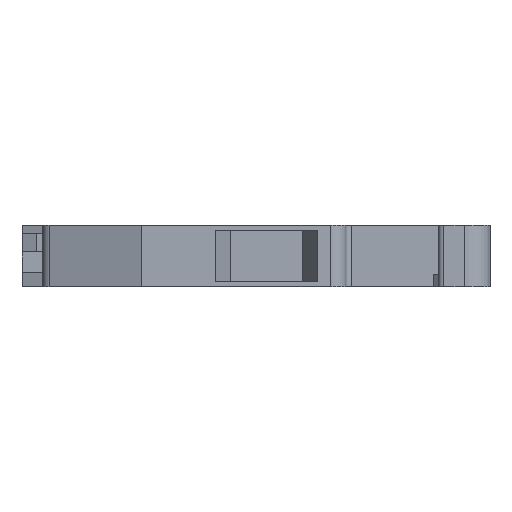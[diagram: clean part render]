
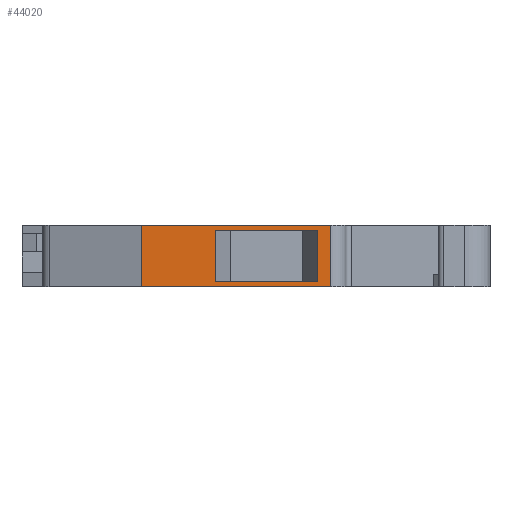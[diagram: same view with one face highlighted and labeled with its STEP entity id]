
A CAD part, left-side view. The second image highlights one B-rep face of the part: STEP entity #44020.
In plain terms, the highlighted planar face has unit normal (-1, 0, 0).
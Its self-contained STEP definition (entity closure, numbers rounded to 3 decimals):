
#1920=CARTESIAN_POINT('',(-26.5,3.143,-0.5));
#1930=VERTEX_POINT('',#1920);
#2080=CARTESIAN_POINT('',(-26.5,3.143,-5.5));
#2090=VERTEX_POINT('',#2080);
#2120=CARTESIAN_POINT('',(-26.5,3.143,0.));
#2130=DIRECTION('',(0.,0.,1.));
#2140=VECTOR('',#2130,1.);
#2150=LINE('',#2120,#2140);
#2160=EDGE_CURVE('',#2090,#1930,#2150,.T.);
#2770=CARTESIAN_POINT('',(-26.5,6.855,-5.5));
#2780=DIRECTION('',(0.,-1.,0.));
#2790=VECTOR('',#2780,1.);
#2800=LINE('',#2770,#2790);
#2810=CARTESIAN_POINT('',(-26.5,-6.743,-5.5));
#2820=VERTEX_POINT('',#2810);
#2830=EDGE_CURVE('',#2090,#2820,#2800,.T.);
#4350=CARTESIAN_POINT('',(-26.5,6.855,-0.5));
#4360=DIRECTION('',(0.,1.,0.));
#4370=VECTOR('',#4360,1.);
#4380=LINE('',#4350,#4370);
#4390=CARTESIAN_POINT('',(-26.5,-6.743,-0.5));
#4400=VERTEX_POINT('',#4390);
#4410=EDGE_CURVE('',#4400,#1930,#4380,.T.);
#11010=CARTESIAN_POINT('',(-26.5,-8.,-6.));
#11020=VERTEX_POINT('',#11010);
#11050=CARTESIAN_POINT('',(-26.5,-8.,0.));
#11060=DIRECTION('',(0.,0.,1.));
#11070=VECTOR('',#11060,1.);
#11080=LINE('',#11050,#11070);
#11090=CARTESIAN_POINT('',(-26.5,-8.,0.));
#11100=VERTEX_POINT('',#11090);
#11110=EDGE_CURVE('',#11020,#11100,#11080,.T.);
#14620=CARTESIAN_POINT('',(-26.5,6.855,0.));
#14630=DIRECTION('',(0.,1.,0.));
#14640=VECTOR('',#14630,1.);
#14650=LINE('',#14620,#14640);
#14660=CARTESIAN_POINT('',(-26.5,10.384,0.));
#14670=VERTEX_POINT('',#14660);
#14680=EDGE_CURVE('',#11100,#14670,#14650,.T.);
#21410=CARTESIAN_POINT('',(-26.5,-6.743,0.));
#21420=DIRECTION('',(0.,0.,1.));
#21430=VECTOR('',#21420,1.);
#21440=LINE('',#21410,#21430);
#21450=EDGE_CURVE('',#2820,#4400,#21440,.T.);
#43730=CARTESIAN_POINT('',(-26.5,-5.3,
-6.6));
#43740=DIRECTION('',(1.,0.,0.));
#43750=DIRECTION('',(0.,-1.,0.));
#43760=AXIS2_PLACEMENT_3D('',#43730,#43740,#43750);
#43770=PLANE('',#43760);
#43780=ORIENTED_EDGE('',*,*,#2830,.F.);
#43790=ORIENTED_EDGE('',*,*,#21450,.F.);
#43800=ORIENTED_EDGE('',*,*,#4410,.F.);
#43810=ORIENTED_EDGE('',*,*,#2160,.T.);
#43820=EDGE_LOOP('',(#43810,#43800,#43790,#43780));
#43830=FACE_BOUND('',#43820,.T.);
#43840=CARTESIAN_POINT('',(-26.5,10.384,0.));
#43850=DIRECTION('',(0.,-0.,-1.));
#43860=VECTOR('',#43850,1.);
#43870=LINE('',#43840,#43860);
#43880=CARTESIAN_POINT('',(-26.5,10.384,-6.));
#43890=VERTEX_POINT('',#43880);
#43900=EDGE_CURVE('',#14670,#43890,#43870,.T.);
#43910=ORIENTED_EDGE('',*,*,#43900,.T.);
#43920=ORIENTED_EDGE('',*,*,#14680,.T.);
#43930=ORIENTED_EDGE('',*,*,#11110,.T.);
#43940=CARTESIAN_POINT('',(-26.5,6.855,-6.));
#43950=DIRECTION('',(0.,1.,0.));
#43960=VECTOR('',#43950,1.);
#43970=LINE('',#43940,#43960);
#43980=EDGE_CURVE('',#11020,#43890,#43970,.T.);
#43990=ORIENTED_EDGE('',*,*,#43980,.F.);
#44000=EDGE_LOOP('',(#43990,#43930,#43920,#43910));
#44010=FACE_OUTER_BOUND('',#44000,.T.);
#44020=ADVANCED_FACE('',(#43830,#44010),#43770,.F.);
